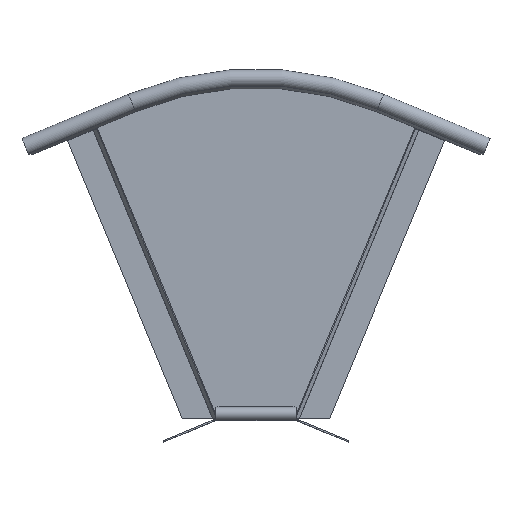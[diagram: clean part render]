
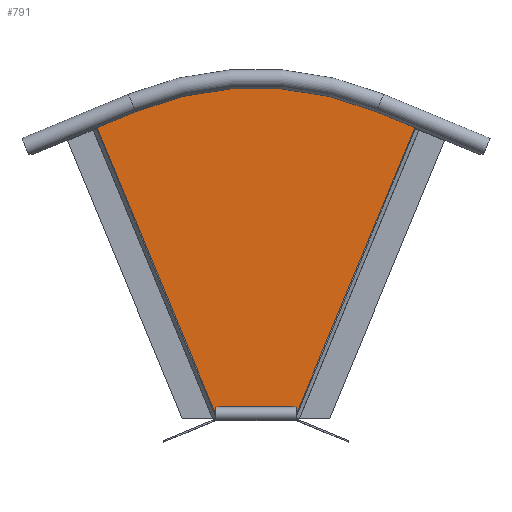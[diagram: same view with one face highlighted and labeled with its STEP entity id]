
A CAD part, top view. The second image highlights one B-rep face of the part: STEP entity #791.
In plain terms, the highlighted planar face has unit normal (0, 0, 1).
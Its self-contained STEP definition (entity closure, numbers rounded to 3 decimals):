
#38=DIRECTION('',(0.383,0.924,0.));
#39=VECTOR('',#38,280.636);
#40=CARTESIAN_POINT('',(34.521,0.,0.));
#41=LINE('',#40,#39);
#155=DIRECTION('',(-0.383,0.924,0.));
#156=VECTOR('',#155,280.636);
#157=CARTESIAN_POINT('',(-34.521,0.,0.));
#158=LINE('',#157,#156);
#159=DIRECTION('',(-0.924,-0.383,0.));
#160=VECTOR('',#159,0.917);
#161=CARTESIAN_POINT('',(-141.068,259.625,0.));
#162=LINE('',#161,#160);
#163=DIRECTION('',(0.383,-0.924,0.));
#164=VECTOR('',#163,15.);
#165=CARTESIAN_POINT('',(-146.809,273.483,0.));
#166=LINE('',#165,#164);
#167=DIRECTION('',(-0.924,-0.383,0.));
#168=VECTOR('',#167,36.3);
#169=CARTESIAN_POINT('',(-113.272,287.374,0.));
#170=LINE('',#169,#168);
#171=CARTESIAN_POINT('',(0.003,13.906,0.));
#172=DIRECTION('',(0.,0.,1.));
#173=DIRECTION('',(0.,1.,0.));
#174=AXIS2_PLACEMENT_3D('',#171,#172,#173);
#176=CARTESIAN_POINT('',(-0.003,13.906,0.));
#177=DIRECTION('',(0.,0.,1.));
#178=DIRECTION('',(0.383,0.924,0.));
#179=AXIS2_PLACEMENT_3D('',#176,#177,#178);
#181=DIRECTION('',(-0.924,0.383,0.));
#182=VECTOR('',#181,36.3);
#183=CARTESIAN_POINT('',(146.809,273.483,0.));
#184=LINE('',#183,#182);
#185=DIRECTION('',(0.383,0.924,0.));
#186=VECTOR('',#185,15.);
#187=CARTESIAN_POINT('',(141.068,259.625,0.));
#188=LINE('',#187,#186);
#189=DIRECTION('',(-0.924,0.383,0.));
#190=VECTOR('',#189,0.917);
#191=CARTESIAN_POINT('',(141.916,259.274,0.));
#192=LINE('',#191,#190);
#193=DIRECTION('',(-1.,0.,0.));
#194=VECTOR('',#193,69.042);
#195=CARTESIAN_POINT('',(34.521,0.,0.));
#196=LINE('',#195,#194);
#434=CARTESIAN_POINT('',(141.068,259.625,0.));
#436=VERTEX_POINT('',#434);
#446=CARTESIAN_POINT('',(34.521,0.,0.));
#448=VERTEX_POINT('',#446);
#454=CARTESIAN_POINT('',(141.916,259.274,0.));
#456=VERTEX_POINT('',#454);
#473=CARTESIAN_POINT('',(113.272,287.374,0.));
#475=VERTEX_POINT('',#473);
#477=CARTESIAN_POINT('',(146.809,273.483,0.));
#479=VERTEX_POINT('',#477);
#485=CARTESIAN_POINT('',(-146.809,273.483,0.));
#487=VERTEX_POINT('',#485);
#489=CARTESIAN_POINT('',(-113.272,287.374,0.));
#490=VERTEX_POINT('',#489);
#493=CARTESIAN_POINT('',(0.,309.906,0.));
#494=VERTEX_POINT('',#493);
#501=CARTESIAN_POINT('',(-141.068,259.625,0.));
#502=VERTEX_POINT('',#501);
#523=CARTESIAN_POINT('',(-141.916,259.274,0.));
#524=VERTEX_POINT('',#523);
#538=CARTESIAN_POINT('',(-34.521,0.,0.));
#539=VERTEX_POINT('',#538);
#765=CARTESIAN_POINT('',(0.003,13.906,0.));
#766=DIRECTION('',(0.,0.,-1.));
#767=DIRECTION('',(-1.,0.,0.));
#768=AXIS2_PLACEMENT_3D('',#765,#766,#767);
#769=PLANE('',#768);
#770=ORIENTED_EDGE('',*,*,#599,.F.);
#772=ORIENTED_EDGE('',*,*,#771,.T.);
#774=ORIENTED_EDGE('',*,*,#773,.T.);
#776=ORIENTED_EDGE('',*,*,#775,.F.);
#778=ORIENTED_EDGE('',*,*,#777,.F.);
#780=ORIENTED_EDGE('',*,*,#779,.F.);
#782=ORIENTED_EDGE('',*,*,#781,.F.);
#784=ORIENTED_EDGE('',*,*,#783,.F.);
#786=ORIENTED_EDGE('',*,*,#785,.F.);
#787=ORIENTED_EDGE('',*,*,#756,.F.);
#788=ORIENTED_EDGE('',*,*,#563,.F.);
#789=EDGE_LOOP('',(#770,#772,#774,#776,#778,#780,#782,#784,#786,#787,#788));
#790=FACE_OUTER_BOUND('',#789,.F.);
#791=ADVANCED_FACE('',(#790),#769,.F.);
#175=CIRCLE('',#174,296.);
#180=CIRCLE('',#179,296.);
#563=EDGE_CURVE('',#456,#436,#192,.T.);
#599=EDGE_CURVE('',#448,#456,#41,.T.);
#756=EDGE_CURVE('',#436,#479,#188,.T.);
#771=EDGE_CURVE('',#448,#539,#196,.T.);
#773=EDGE_CURVE('',#539,#524,#158,.T.);
#775=EDGE_CURVE('',#502,#524,#162,.T.);
#777=EDGE_CURVE('',#487,#502,#166,.T.);
#779=EDGE_CURVE('',#490,#487,#170,.T.);
#781=EDGE_CURVE('',#494,#490,#175,.T.);
#783=EDGE_CURVE('',#475,#494,#180,.T.);
#785=EDGE_CURVE('',#479,#475,#184,.T.);
